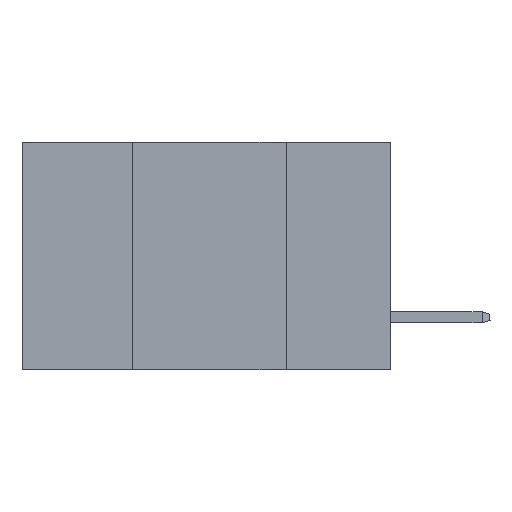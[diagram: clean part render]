
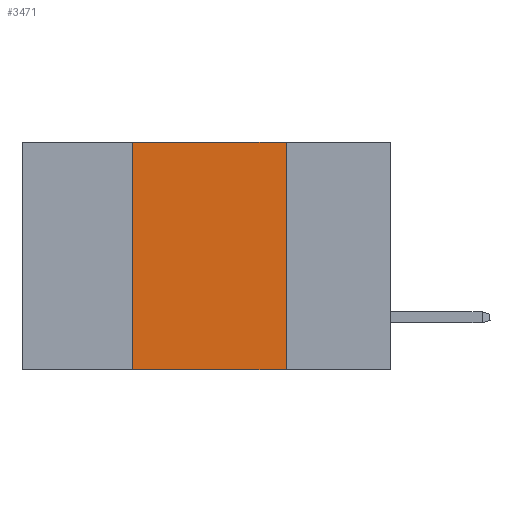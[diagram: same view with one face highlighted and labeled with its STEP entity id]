
A CAD part, left-side view. The second image highlights one B-rep face of the part: STEP entity #3471.
In plain terms, the highlighted planar face has unit normal (-1, 0, 0).
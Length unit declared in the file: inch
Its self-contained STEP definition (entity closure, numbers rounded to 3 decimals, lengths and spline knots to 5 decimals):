
#42 = AXIS2_PLACEMENT_3D ( 'NONE', #18867, #17877, #17828 ) ;
#365 = EDGE_CURVE ( 'NONE', #21255, #28950, #1529, .T. ) ;
#472 = ORIENTED_EDGE ( 'NONE', *, *, #365, .F. ) ;
#685 = LINE ( 'NONE', #26790, #14493 ) ;
#1213 = DIRECTION ( 'NONE',  ( 0., 0., -1. ) ) ;
#1254 = CARTESIAN_POINT ( 'NONE',  ( 0., 0.17, 0. ) ) ;
#1529 = LINE ( 'NONE', #1254, #2456 ) ;
#2456 = VECTOR ( 'NONE', #1213, 39.37008 ) ;
#3382 = EDGE_CURVE ( 'NONE', #22040, #28950, #21125, .T. ) ;
#3471 = ADVANCED_FACE ( 'NONE', ( #32056 ), #18148, .F. ) ;
#4199 = CARTESIAN_POINT ( 'NONE',  ( 0., 0.42, -0.37 ) ) ;
#6976 = VECTOR ( 'NONE', #8147, 39.37008 ) ;
#8012 = CARTESIAN_POINT ( 'NONE',  ( 0., 0.6, 0. ) ) ;
#8147 = DIRECTION ( 'NONE',  ( 0., -1., 0. ) ) ;
#12498 = CARTESIAN_POINT ( 'NONE',  ( 0., 0.17, 0. ) ) ;
#12872 = ORIENTED_EDGE ( 'NONE', *, *, #24582, .F. ) ;
#13350 = ORIENTED_EDGE ( 'NONE', *, *, #33243, .F. ) ;
#14493 = VECTOR ( 'NONE', #32631, 39.37008 ) ;
#14877 = LINE ( 'NONE', #8012, #6976 ) ;
#17828 = DIRECTION ( 'NONE',  ( 0., 0., -1. ) ) ;
#17877 = DIRECTION ( 'NONE',  ( 1., 0., 0. ) ) ;
#18148 = PLANE ( 'NONE',  #42 ) ;
#18867 = CARTESIAN_POINT ( 'NONE',  ( 0., 0.6, 0. ) ) ;
#21125 = LINE ( 'NONE', #23916, #37483 ) ;
#21255 = VERTEX_POINT ( 'NONE', #12498 ) ;
#22040 = VERTEX_POINT ( 'NONE', #4199 ) ;
#23916 = CARTESIAN_POINT ( 'NONE',  ( 0., 0.6, -0.37 ) ) ;
#24582 = EDGE_CURVE ( 'NONE', #22040, #32015, #685, .T. ) ;
#24627 = DIRECTION ( 'NONE',  ( 0., -1., 0. ) ) ;
#26790 = CARTESIAN_POINT ( 'NONE',  ( 0., 0.42, 0. ) ) ;
#27642 = ORIENTED_EDGE ( 'NONE', *, *, #3382, .T. ) ;
#28626 = CARTESIAN_POINT ( 'NONE',  ( 0., 0.42, 0. ) ) ;
#28950 = VERTEX_POINT ( 'NONE', #32573 ) ;
#29055 = EDGE_LOOP ( 'NONE', ( #472, #13350, #12872, #27642 ) ) ;
#32015 = VERTEX_POINT ( 'NONE', #28626 ) ;
#32056 = FACE_OUTER_BOUND ( 'NONE', #29055, .T. ) ;
#32573 = CARTESIAN_POINT ( 'NONE',  ( 0., 0.17, -0.37 ) ) ;
#32631 = DIRECTION ( 'NONE',  ( 0., 0., 1. ) ) ;
#33243 = EDGE_CURVE ( 'NONE', #32015, #21255, #14877, .T. ) ;
#37483 = VECTOR ( 'NONE', #24627, 39.37008 ) ;
